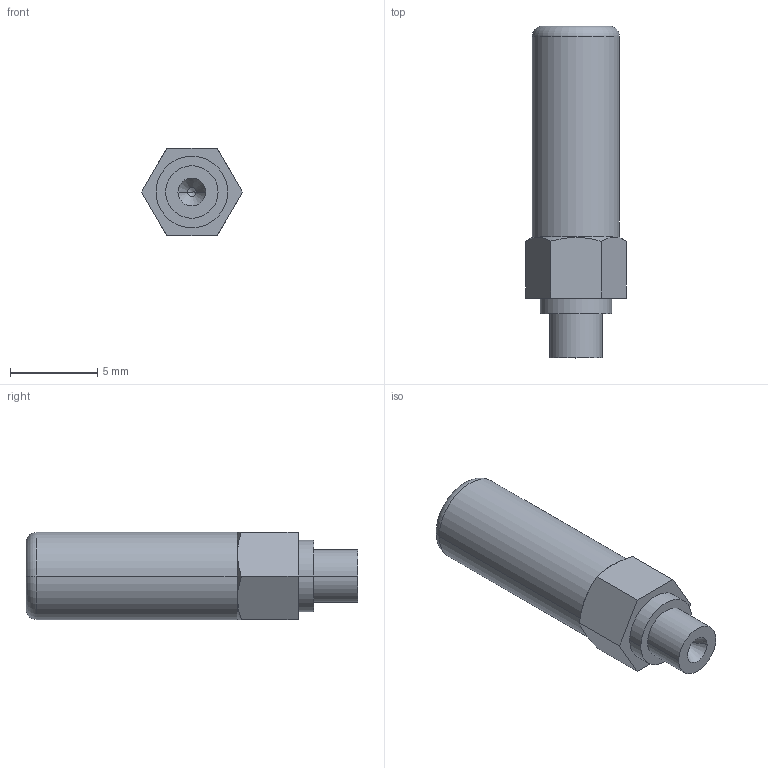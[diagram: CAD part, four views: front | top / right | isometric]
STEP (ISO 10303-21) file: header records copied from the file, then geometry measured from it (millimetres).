
FILE_DESCRIPTION((''),'2;1');
FILE_NAME('00112022602BJV','2020-02-10T',('presta_be4'),(''),'CREO PARAMETRIC BY PTC INC, 2018360','CREO PARAMETRIC BY PTC INC, 2018360','');
FILE_SCHEMA(('CONFIG_CONTROL_DESIGN'));
Length unit declared in the file: millimetre
Products named in the file (1): 00112022602BJV
Bounding box: 5.78 x 19.04 x 5.01 mm (x, y, z)
Volume: 279.2 mm3; surface area: 526.5 mm2
Topology: 1 solids, 2 shells, 128 faces, 312 edges, 198 vertices
Faces by surface type: plane 54, cylinder 38, cone 24, torus 12
Entity records: 4118 total; most frequent: CARTESIAN_POINT 990, DIRECTION 688, ORIENTED_EDGE 616, EDGE_CURVE 308, AXIS2_PLACEMENT_3D 274, VERTEX_POINT 198, EDGE_LOOP 146, CIRCLE 146
